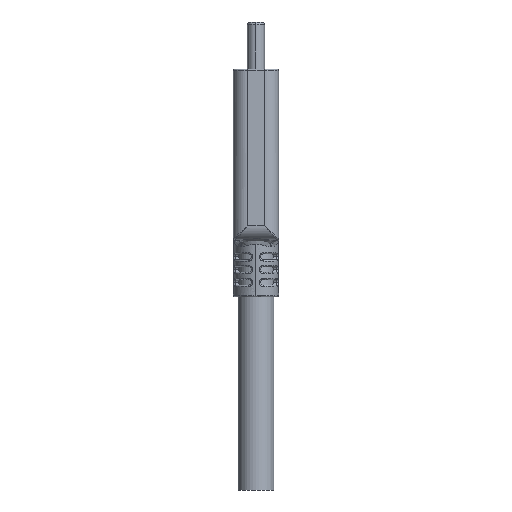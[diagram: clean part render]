
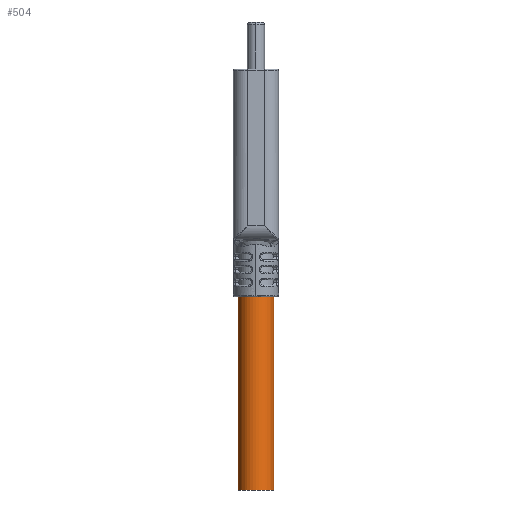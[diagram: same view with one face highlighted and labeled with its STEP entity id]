
A CAD part, left-side view. The second image highlights one B-rep face of the part: STEP entity #504.
In plain terms, the highlighted cylindrical face has radius 2.5 mm (diameter 5 mm), a partial arc.
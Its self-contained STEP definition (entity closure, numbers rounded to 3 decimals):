
#504=ADVANCED_FACE('NONE',(#1531),#1532,.T.);
#1531=FACE_OUTER_BOUND('',#7261,.T.);
#1532=CYLINDRICAL_SURFACE('',#7262,2.5);
#7261=EDGE_LOOP('',(#10547,#10548,#10549,#10550));
#7262=AXIS2_PLACEMENT_3D('',#10551,#10552,#10553);
#10547=ORIENTED_EDGE('',*,*,#11260,.F.);
#10548=ORIENTED_EDGE('',*,*,#11679,.F.);
#10549=ORIENTED_EDGE('',*,*,#11262,.T.);
#10550=ORIENTED_EDGE('',*,*,#12420,.T.);
#10551=CARTESIAN_POINT('',(0.0,0.,-19.135));
#10552=DIRECTION('',(0.0,-0.0,1.0));
#10553=DIRECTION('',(0.0,1.0,0.0));
#11260=EDGE_CURVE('NONE',#12824,#12827,#12828,.T.);
#11262=EDGE_CURVE('NONE',#12825,#12829,#12831,.T.);
#11679=EDGE_CURVE('NONE',#12825,#12824,#13568,.T.);
#12420=EDGE_CURVE('NONE',#12829,#12827,#14721,.T.);
#12824=VERTEX_POINT('NONE',#15238);
#12825=VERTEX_POINT('NONE',#15239);
#12827=VERTEX_POINT('NONE',#15241);
#12828=LINE('',#15242,#15243);
#12829=VERTEX_POINT('NONE',#15244);
#12831=LINE('',#15246,#15247);
#13568=CIRCLE('',#17902,2.5);
#14721=CIRCLE('',#21338,2.5);
#15238=CARTESIAN_POINT('',(0.,-2.5,-32.0));
#15239=CARTESIAN_POINT('',(0.0,2.5,-32.0));
#15241=CARTESIAN_POINT('',(0.,-2.5,-59.135));
#15242=CARTESIAN_POINT('',(0.,-2.5,-19.135));
#15243=VECTOR('',#22040,1000.0);
#15244=CARTESIAN_POINT('',(0.0,2.5,-59.135));
#15246=CARTESIAN_POINT('',(0.0,2.5,-19.135));
#15247=VECTOR('',#22044,1000.0);
#17902=AXIS2_PLACEMENT_3D('',#22340,#22341,#22342);
#21338=AXIS2_PLACEMENT_3D('',#22950,#22951,#22952);
#22040=DIRECTION('',(-0.0,0.0,-1.0));
#22044=DIRECTION('',(-0.0,0.0,-1.0));
#22340=CARTESIAN_POINT('',(0.0,0.,-32.0));
#22341=DIRECTION('',(0.0,0.0,1.0));
#22342=DIRECTION('',(1.0,0.0,0.0));
#22950=CARTESIAN_POINT('',(0.0,0.,-59.135));
#22951=DIRECTION('',(0.0,-0.0,1.0));
#22952=DIRECTION('',(0.0,1.0,0.0));
